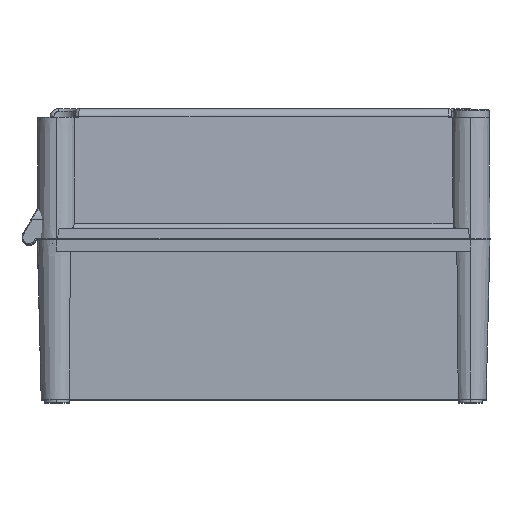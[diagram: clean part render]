
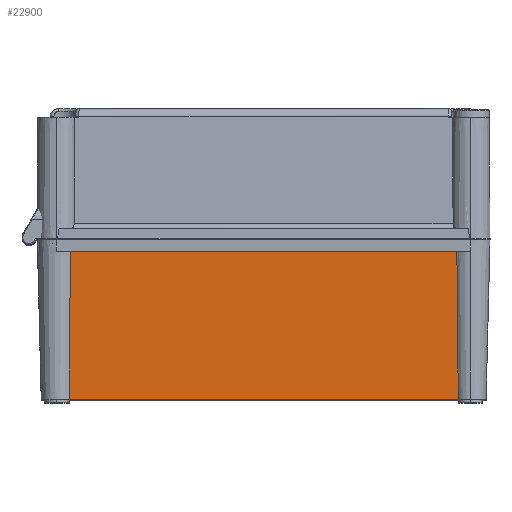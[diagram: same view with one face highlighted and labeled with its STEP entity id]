
A CAD part, top view. The second image highlights one B-rep face of the part: STEP entity #22900.
In plain terms, the highlighted planar face has unit normal (0, -0.026, 1).
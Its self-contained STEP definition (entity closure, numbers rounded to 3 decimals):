
#1066 = AXIS2_PLACEMENT_3D ( 'NONE', #32377, #5276, #20216 ) ;
#2536 = CARTESIAN_POINT ( 'NONE',  ( 119.5, 0., 183. ) ) ;
#2868 = CARTESIAN_POINT ( 'NONE',  ( -128., 0., 183. ) ) ;
#3240 = VECTOR ( 'NONE', #11822, 1000. ) ;
#3372 = ORIENTED_EDGE ( 'NONE', *, *, #26397, .F. ) ;
#4445 = CARTESIAN_POINT ( 'NONE',  ( -128., 90.8, 185.378 ) ) ;
#4972 = CARTESIAN_POINT ( 'NONE',  ( -118.656, 90.8, 185.378 ) ) ;
#5276 = DIRECTION ( 'NONE',  ( 0., -0.026, 1. ) ) ;
#5310 =( BOUNDED_CURVE ( )  B_SPLINE_CURVE ( 3, ( #20106, #15062, #9988, #4972 ),
 .UNSPECIFIED., .F., .F. ) 
 B_SPLINE_CURVE_WITH_KNOTS ( ( 4, 4 ),
 ( 3.879, 3.987 ),
 .UNSPECIFIED. ) 
 CURVE ( )  GEOMETRIC_REPRESENTATION_ITEM ( )  RATIONAL_B_SPLINE_CURVE ( ( 1., 0.999, 0.999, 1. ) ) 
 REPRESENTATION_ITEM ( '' )  );
#5592 = ORIENTED_EDGE ( 'NONE', *, *, #26527, .F. ) ;
#6094 = EDGE_LOOP ( 'NONE', ( #3372, #15186, #21543, #5592 ) ) ;
#7799 = CARTESIAN_POINT ( 'NONE',  ( 118.922, 58.937, 184.543 ) ) ;
#9988 = CARTESIAN_POINT ( 'NONE',  ( -118.922, 58.937, 184.543 ) ) ;
#10305 = CARTESIAN_POINT ( 'NONE',  ( 119.203, 28.641, 183.75 ) ) ;
#11822 = DIRECTION ( 'NONE',  ( 1., 0., 0. ) ) ;
#12370 = FACE_OUTER_BOUND ( 'NONE', #6094, .T. ) ;
#12988 = LINE ( 'NONE', #2868, #13160 ) ;
#13160 = VECTOR ( 'NONE', #14428, 1000. ) ;
#14044 = LINE ( 'NONE', #4445, #3240 ) ;
#14428 = DIRECTION ( 'NONE',  ( 1., 0., 0. ) ) ;
#14984 =( BOUNDED_CURVE ( )  B_SPLINE_CURVE ( 3, ( #23047, #7799, #10305, #15609 ),
 .UNSPECIFIED., .F., .F. ) 
 B_SPLINE_CURVE_WITH_KNOTS ( ( 4, 4 ),
 ( 2.296, 2.404 ),
 .UNSPECIFIED. ) 
 CURVE ( )  GEOMETRIC_REPRESENTATION_ITEM ( )  RATIONAL_B_SPLINE_CURVE ( ( 1., 0.999, 0.999, 1. ) ) 
 REPRESENTATION_ITEM ( '' )  );
#15062 = CARTESIAN_POINT ( 'NONE',  ( -119.203, 28.641, 183.75 ) ) ;
#15186 = ORIENTED_EDGE ( 'NONE', *, *, #24764, .F. ) ;
#15560 = EDGE_CURVE ( 'NONE', #23286, #26981, #12988, .T. ) ;
#15609 = CARTESIAN_POINT ( 'NONE',  ( 119.5, 0., 183. ) ) ;
#20106 = CARTESIAN_POINT ( 'NONE',  ( -119.5, 0., 183. ) ) ;
#20216 = DIRECTION ( 'NONE',  ( 0., -1., -0.026 ) ) ;
#21543 = ORIENTED_EDGE ( 'NONE', *, *, #15560, .T. ) ;
#22900 = ADVANCED_FACE ( 'NONE', ( #12370 ), #27735, .T. ) ;
#23047 = CARTESIAN_POINT ( 'NONE',  ( 118.656, 90.8, 185.378 ) ) ;
#23286 = VERTEX_POINT ( 'NONE', #29633 ) ;
#24764 = EDGE_CURVE ( 'NONE', #23286, #27643, #5310, .T. ) ;
#26397 = EDGE_CURVE ( 'NONE', #27643, #27346, #14044, .T. ) ;
#26527 = EDGE_CURVE ( 'NONE', #27346, #26981, #14984, .T. ) ;
#26981 = VERTEX_POINT ( 'NONE', #2536 ) ;
#27346 = VERTEX_POINT ( 'NONE', #30197 ) ;
#27643 = VERTEX_POINT ( 'NONE', #32034 ) ;
#27735 = PLANE ( 'NONE',  #1066 ) ;
#29633 = CARTESIAN_POINT ( 'NONE',  ( -119.5, 0., 183. ) ) ;
#30197 = CARTESIAN_POINT ( 'NONE',  ( 118.656, 90.8, 185.378 ) ) ;
#32034 = CARTESIAN_POINT ( 'NONE',  ( -118.656, 90.8, 185.378 ) ) ;
#32377 = CARTESIAN_POINT ( 'NONE',  ( -128., 0., 183. ) ) ;
